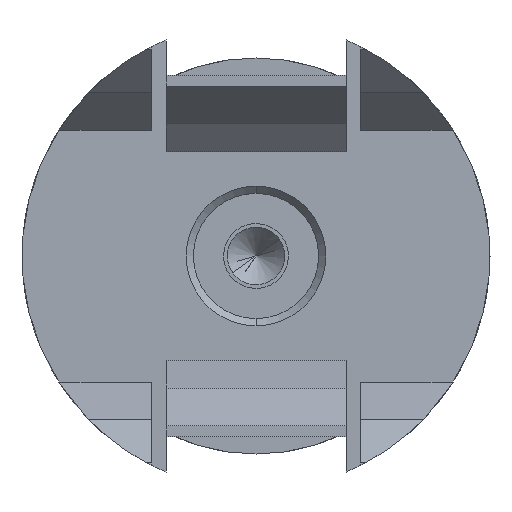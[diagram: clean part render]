
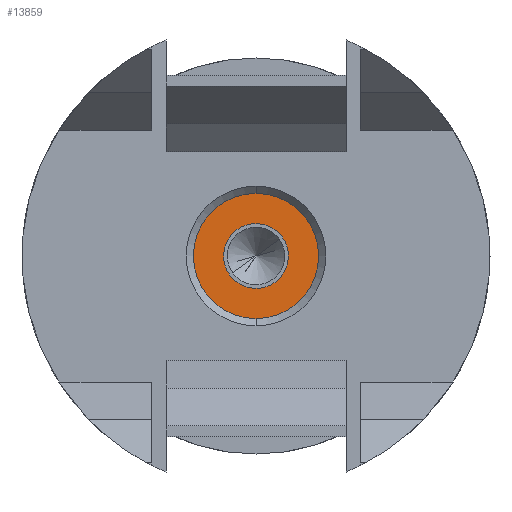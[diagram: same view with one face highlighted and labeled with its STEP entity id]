
A CAD part, left-side view. The second image highlights one B-rep face of the part: STEP entity #13859.
In plain terms, the highlighted planar face has unit normal (-1, 0, 0).
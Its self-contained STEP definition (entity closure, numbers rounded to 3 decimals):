
#364 = ORIENTED_EDGE ( 'NONE', *, *, #7580, .F. ) ;
#509 = DIRECTION ( 'NONE',  ( -1., 0., 0. ) ) ;
#703 = PLANE ( 'NONE',  #3372 ) ;
#1517 = CIRCLE ( 'NONE', #15253, 0.87 ) ;
#1846 = VERTEX_POINT ( 'NONE', #16642 ) ;
#1943 = DIRECTION ( 'NONE',  ( 0., 0., -1. ) ) ;
#2342 = CARTESIAN_POINT ( 'NONE',  ( -5.2, 0., 0. ) ) ;
#2365 = CIRCLE ( 'NONE', #7307, 0.87 ) ;
#3372 = AXIS2_PLACEMENT_3D ( 'NONE', #2342, #8938, #12727 ) ;
#3840 = VERTEX_POINT ( 'NONE', #9899 ) ;
#4041 = VERTEX_POINT ( 'NONE', #5724 ) ;
#4076 = DIRECTION ( 'NONE',  ( 0., 0., -1. ) ) ;
#4739 = CIRCLE ( 'NONE', #16301, 0.255 ) ;
#5724 = CARTESIAN_POINT ( 'NONE',  ( -5.2, -0.206, 0.15 ) ) ;
#5868 = ORIENTED_EDGE ( 'NONE', *, *, #14254, .F. ) ;
#6761 = DIRECTION ( 'NONE',  ( -1., 0., 0. ) ) ;
#7159 = CARTESIAN_POINT ( 'NONE',  ( -5.2, 0., 0. ) ) ;
#7228 = AXIS2_PLACEMENT_3D ( 'NONE', #14484, #6761, #4076 ) ;
#7307 = AXIS2_PLACEMENT_3D ( 'NONE', #16637, #9900, #1943 ) ;
#7580 = EDGE_CURVE ( 'NONE', #13251, #3840, #1517, .T. ) ;
#8228 = DIRECTION ( 'NONE',  ( 0., 0., -1. ) ) ;
#8504 = FACE_BOUND ( 'NONE', #11239, .T. ) ;
#8687 = EDGE_CURVE ( 'NONE', #3840, #13251, #2365, .T. ) ;
#8938 = DIRECTION ( 'NONE',  ( 1., 0., 0. ) ) ;
#9413 = CIRCLE ( 'NONE', #7228, 0.255 ) ;
#9567 = EDGE_CURVE ( 'NONE', #1846, #4041, #9413, .T. ) ;
#9803 = DIRECTION ( 'NONE',  ( 1., 0., 0. ) ) ;
#9899 = CARTESIAN_POINT ( 'NONE',  ( -5.2, 0., -0.87 ) ) ;
#9900 = DIRECTION ( 'NONE',  ( 1., 0., 0. ) ) ;
#11239 = EDGE_LOOP ( 'NONE', ( #5868, #15676 ) ) ;
#11732 = CARTESIAN_POINT ( 'NONE',  ( -5.2, 0., 0.87 ) ) ;
#12477 = FACE_OUTER_BOUND ( 'NONE', #15031, .T. ) ;
#12727 = DIRECTION ( 'NONE',  ( 0., 1., 0. ) ) ;
#13251 = VERTEX_POINT ( 'NONE', #11732 ) ;
#13859 = ADVANCED_FACE ( 'NONE', ( #8504, #12477 ), #703, .F. ) ;
#14254 = EDGE_CURVE ( 'NONE', #4041, #1846, #4739, .T. ) ;
#14484 = CARTESIAN_POINT ( 'NONE',  ( -5.2, 0., 0. ) ) ;
#14832 = ORIENTED_EDGE ( 'NONE', *, *, #8687, .F. ) ;
#14869 = CARTESIAN_POINT ( 'NONE',  ( -5.2, 0., 0. ) ) ;
#15031 = EDGE_LOOP ( 'NONE', ( #364, #14832 ) ) ;
#15078 = DIRECTION ( 'NONE',  ( 0., 0., -1. ) ) ;
#15253 = AXIS2_PLACEMENT_3D ( 'NONE', #7159, #9803, #15078 ) ;
#15676 = ORIENTED_EDGE ( 'NONE', *, *, #9567, .F. ) ;
#16301 = AXIS2_PLACEMENT_3D ( 'NONE', #14869, #509, #8228 ) ;
#16637 = CARTESIAN_POINT ( 'NONE',  ( -5.2, 0., 0. ) ) ;
#16642 = CARTESIAN_POINT ( 'NONE',  ( -5.2, 0.206, -0.15 ) ) ;
